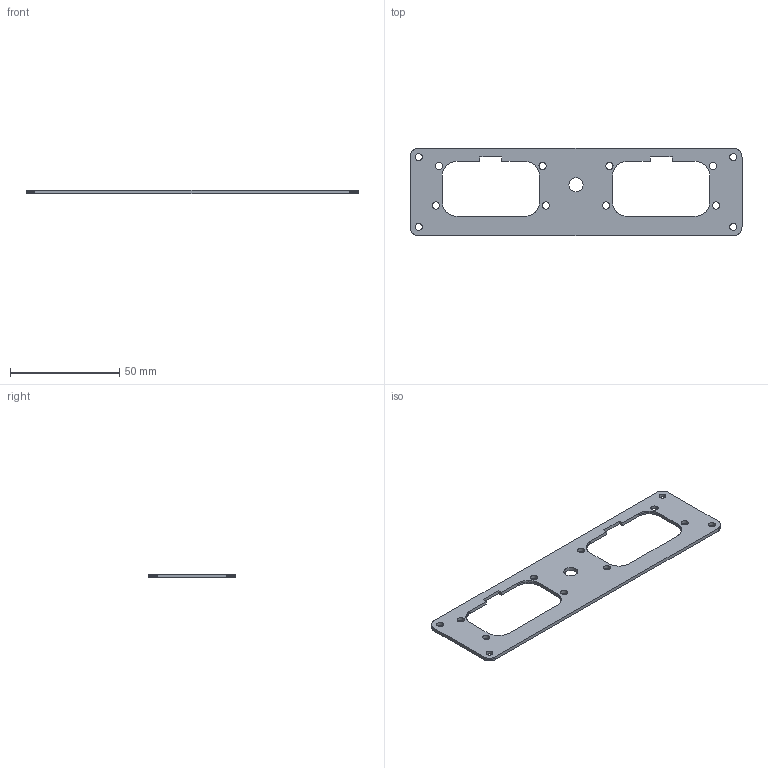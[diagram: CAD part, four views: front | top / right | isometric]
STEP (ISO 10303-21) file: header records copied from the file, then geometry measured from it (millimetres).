
FILE_DESCRIPTION(('KiCad electronic assembly'),'2;1');
FILE_NAME('loggerpanel.step','2024-01-21T21:57:01',('Pcbnew'),('Kicad'), 'Open CASCADE STEP processor 7.7','KiCad to STEP converter','Unknown' );
FILE_SCHEMA(('AUTOMOTIVE_DESIGN { 1 0 10303 214 1 1 1 1 }'));
Length unit declared in the file: millimetre
Products named in the file (2): loggerpanel 1; loggerpanel PCB
Assembly tree (1 placements, depth 2):
  loggerpanel 1
    loggerpanel PCB
Bounding box: 152 x 40 x 1.58 mm (x, y, z)
Volume: 5892.3 mm3; surface area: 8697.5 mm2
Topology: 1 solids, 1 shells, 259 faces, 771 edges, 514 vertices
Faces by surface type: plane 246, cylinder 13
Full cylindrical faces by diameter (mm): 3.2 x4, 3.3 x8, 6.5 x1
Entity records: 18741 total; most frequent: CARTESIAN_POINT 3244, DIRECTION 2835, LINE 2261, VECTOR 2261, ORIENTED_EDGE 1542, PCURVE 1542, DEFINITIONAL_REPRESENTATION 1542, EDGE_CURVE 771
